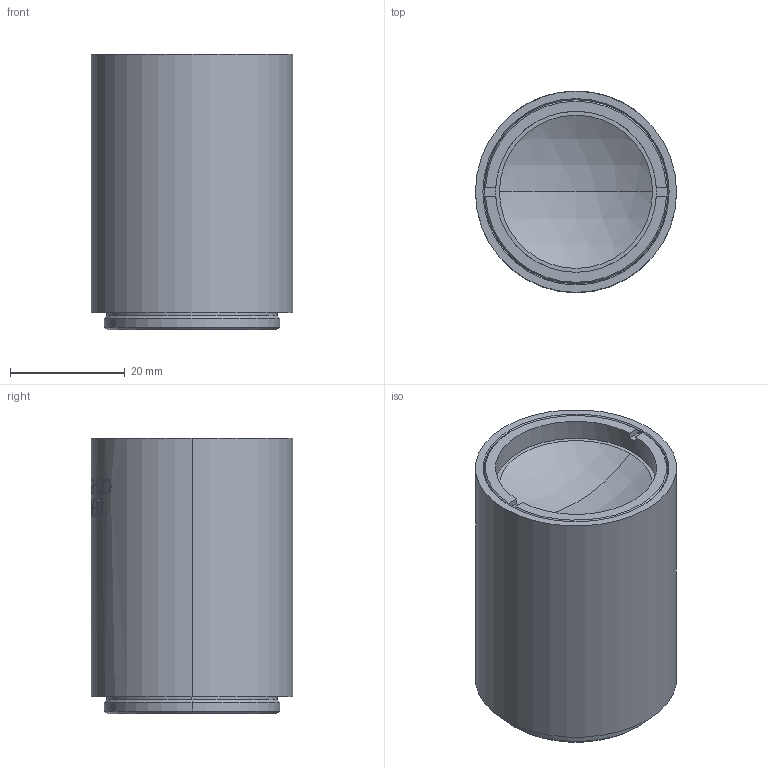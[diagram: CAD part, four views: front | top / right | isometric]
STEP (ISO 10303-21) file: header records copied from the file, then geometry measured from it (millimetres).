
FILE_DESCRIPTION (( 'STEP AP214' ), '1' );
FILE_NAME ('CLS-F50-CLS2-1.STEP', '2024-06-26T05:47:10', ( 'Windows User' ), ( 'P R C' ), 'SwSTEP 2.0', 'SolidWorks 2018', '' );
FILE_SCHEMA (( 'AUTOMOTIVE_DESIGN' ));
Length unit declared in the file: millimetre
Products named in the file (5): SL50-CLS2-1; SL50-CLS2-4; SL50-CLS2-2; SL50-CLS2-3; CLS-F50-CLS2-1
Assembly tree (4 placements, depth 2):
  CLS-F50-CLS2-1
    SL50-CLS2-1
    SL50-CLS2-2
    SL50-CLS2-3
    SL50-CLS2-4
Bounding box: 35 x 35 x 48 mm (x, y, z)
Volume: 18528.8 mm3; surface area: 15759.8 mm2
Topology: 4 solids, 4 shells, 282 faces, 728 edges, 482 vertices
Faces by surface type: plane 126, bspline 90, cylinder 48, cone 10, sphere 8
Entity records: 21122 total; most frequent: CARTESIAN_POINT 14490, ORIENTED_EDGE 1456, DIRECTION 1015, EDGE_CURVE 728, VERTEX_POINT 482, AXIS2_PLACEMENT_3D 383, EDGE_LOOP 314, B_SPLINE_CURVE_WITH_KNOTS 295
